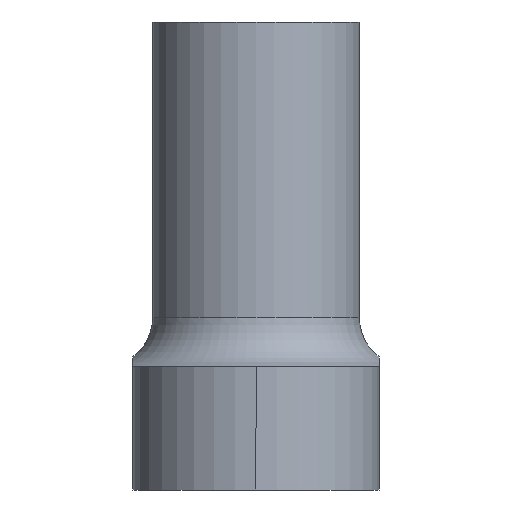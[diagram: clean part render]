
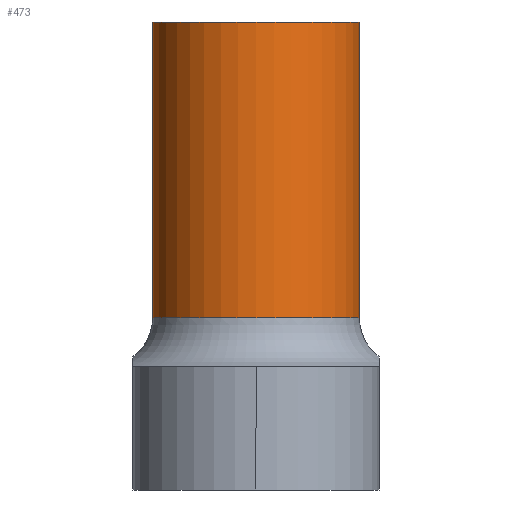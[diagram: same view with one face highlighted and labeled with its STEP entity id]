
A CAD part, front view. The second image highlights one B-rep face of the part: STEP entity #473.
In plain terms, the highlighted cylindrical face has radius 4.2 mm (diameter 8.4 mm), a partial arc.
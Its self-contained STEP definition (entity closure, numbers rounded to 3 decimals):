
#288=CARTESIAN_POINT('Vertex',(4.2,0.,16.5)) ;
#290=CARTESIAN_POINT('Vertex',(-4.2,0.,16.5)) ;
#293=CARTESIAN_POINT('Axis2P3D Location',(0.,0.,16.5)) ;
#431=CARTESIAN_POINT('Axis2P3D Location',(0.,0.,9.5)) ;
#436=CARTESIAN_POINT('Line Origine',(-4.2,0.,9.5)) ;
#440=CARTESIAN_POINT('Vertex',(-4.2,0.,4.5)) ;
#443=CARTESIAN_POINT('Line Origine',(4.2,0.,9.5)) ;
#447=CARTESIAN_POINT('Vertex',(4.2,0.,4.5)) ;
#462=CARTESIAN_POINT('Axis2P3D Location',(0.,0.,4.5)) ;
#294=DIRECTION('Axis2P3D Direction',(0.,0.,1.)) ;
#432=DIRECTION('Axis2P3D Direction',(0.,0.,1.)) ;
#433=DIRECTION('Axis2P3D XDirection',(1.,0.,0.)) ;
#437=DIRECTION('Vector Direction',(0.,0.,1.)) ;
#444=DIRECTION('Vector Direction',(0.,0.,1.)) ;
#463=DIRECTION('Axis2P3D Direction',(0.,0.,1.)) ;
#295=AXIS2_PLACEMENT_3D('Circle Axis2P3D',#293,#294,$) ;
#434=AXIS2_PLACEMENT_3D('Cylinder Axis2P3D',#431,#432,#433) ;
#464=AXIS2_PLACEMENT_3D('Circle Axis2P3D',#462,#463,$) ;
#468=ORIENTED_EDGE('',*,*,#449,.T.) ;
#469=ORIENTED_EDGE('',*,*,#297,.F.) ;
#470=ORIENTED_EDGE('',*,*,#442,.F.) ;
#471=ORIENTED_EDGE('',*,*,#466,.F.) ;
#438=VECTOR('Line Direction',#437,1.) ;
#445=VECTOR('Line Direction',#444,1.) ;
#473=ADVANCED_FACE('Corps principal',(#472),#435,.T.) ;
#296=CIRCLE('generated circle',#295,4.2) ;
#465=CIRCLE('generated circle',#464,4.2) ;
#435=CYLINDRICAL_SURFACE('generated cylinder',#434,4.2) ;
#297=EDGE_CURVE('',#291,#289,#296,.T.) ;
#442=EDGE_CURVE('',#441,#291,#439,.T.) ;
#449=EDGE_CURVE('',#448,#289,#446,.T.) ;
#466=EDGE_CURVE('',#448,#441,#465,.F.) ;
#467=EDGE_LOOP('',(#468,#469,#470,#471)) ;
#472=FACE_OUTER_BOUND('',#467,.T.) ;
#439=LINE('Line',#436,#438) ;
#446=LINE('Line',#443,#445) ;
#289=VERTEX_POINT('',#288) ;
#291=VERTEX_POINT('',#290) ;
#441=VERTEX_POINT('',#440) ;
#448=VERTEX_POINT('',#447) ;
